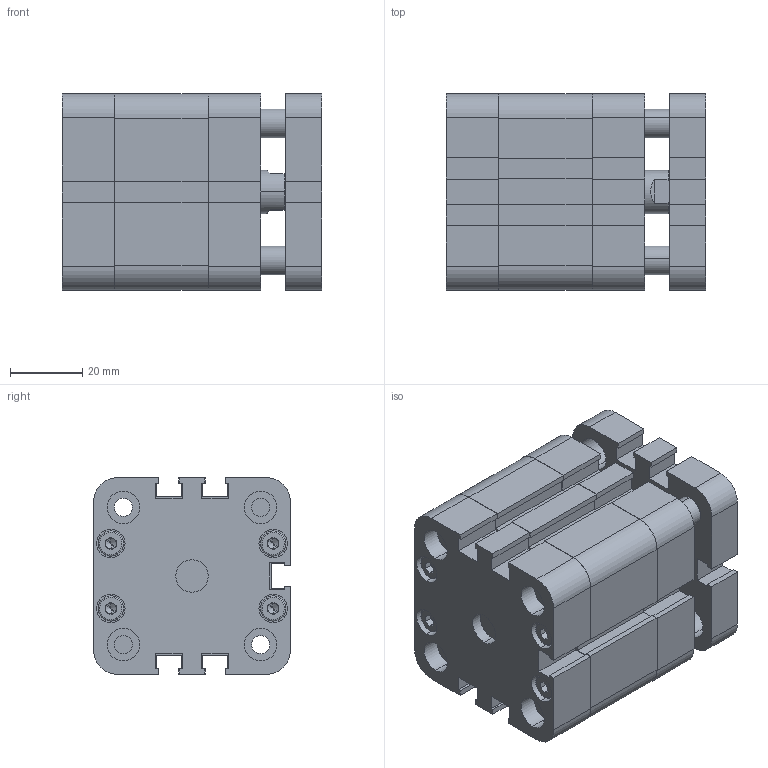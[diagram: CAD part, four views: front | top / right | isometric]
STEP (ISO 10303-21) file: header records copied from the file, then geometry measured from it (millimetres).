
FILE_DESCRIPTION (( 'STEP AP214' ), '1' );
FILE_NAME ('SM_009_040_0010_NP.STEP', '2019-11-12T14:02:43', ( '' ), ( '' ), 'SwSTEP 2.0', 'SolidWorks 2019', '' );
FILE_SCHEMA (( 'AUTOMOTIVE_DESIGN' ));
Length unit declared in the file: millimetre
Products named in the file (25): Kopia SMART - U. t硂czyska^Pokrywa prz骴 blok. obr kpl_ZPO_U. t坥czyska - D040; T硂k kpl^ZPO_T坥k kpl - D040; Pokrywa przód blok. obr kpl^ZPO_Pokrywa prz¢d kpl - zabez. przed obr. D040; Kopia Tuleja prowadzｹca^Pokrywa prz blok. obr kpl_ZPO_Tuleja prowadz･ca - D040; P³ytka prowadnika^ZPO_Smart - Pok prz¢d - D040; Kopia SMART - U. t硂ka lu焠a^T硂k kpl_ZPO_U. t坥ka lu玭a - D040; Kopia Magnes^T³ok kpl_ZPO_Magnes D040; Kopia SMART - U. typ Oring - pokrywa^Pokrywa tyｳ kpl_ZPO_U. typ Oring - D040; Kopia SMART - U. t³oka S^T³ok kpl_ZPO_U. tˆoka S - D040; socket head thin cap screw_din_DIN 7984 - M6 x 20 --- 17N; Kopia T硂k^T硂k kpl_ZPO_T坥k - D040; socket head thin cap screw_din_DIN 7984 - M4 x 16 --- 16N; Kopia Pokrywa ty³_Smart - Pok tyˆ - D040; Kopia SMART - U. typ Oring - pokrywa^Pokrywa przód blok. obr kpl_ZPO_U. typ Oring - D040; Pokrywa ty³ kpl^ZPO_Pok tyˆ - D040; SM_009_040_0010_NP; Kopia SMART - U. t硂ka wklejana^T硂k kpl_ZPO_U. t坥ka wklejana - D040; T³oczysko^ZPO_Tˆoczysko - D040; socket head cap screw_din_DIN 912 M4 x 16 --- 16N; Kopia tulejka pod szpilkê^Pokrywa przód blok. obr kpl_ZPO_D40; Kopia Pierœcieñ prowadz¹cy^T³ok kpl_ZPO_Pier˜cieä prowadz¥cy D040; Pr皻 blok.^ZPO_D040; socket head thin cap screw_din_DIN 7984 - M8 x 20 --- 16.25N; Kopia Pokrywa przód^Pokrywa przód blok. obr kpl_ZPO_Smart - Pok prz¢d - zabez. przed obr. D040; Tuleja^ZPO_Tuleja - D040
Assembly tree (34 placements, depth 3):
  SM_009_040_0010_NP
    Pokrywa przód blok. obr kpl^ZPO_Pokrywa prz¢d kpl - zabez. przed obr. D040
      Kopia Pokrywa przód^Pokrywa przód blok. obr kpl_ZPO_Smart - Pok prz¢d - zabez. przed obr. D040
      Kopia SMART - U. typ Oring - pokrywa^Pokrywa przód blok. obr kpl_ZPO_U. typ Oring - D040
      Kopia Tuleja prowadzｹca^Pokrywa prz blok. obr kpl_ZPO_Tuleja prowadz･ca - D040
      Kopia SMART - U. t硂czyska^Pokrywa prz骴 blok. obr kpl_ZPO_U. t坥czyska - D040
      Kopia tulejka pod szpilkê^Pokrywa przód blok. obr kpl_ZPO_D40  x2
    Tuleja^ZPO_Tuleja - D040
    Pokrywa ty³ kpl^ZPO_Pok tyˆ - D040
      Kopia Pokrywa ty³_Smart - Pok tyˆ - D040
      Kopia SMART - U. typ Oring - pokrywa^Pokrywa tyｳ kpl_ZPO_U. typ Oring - D040
    T硂k kpl^ZPO_T坥k kpl - D040
      Kopia T硂k^T硂k kpl_ZPO_T坥k - D040
      Kopia Magnes^T³ok kpl_ZPO_Magnes D040
      Kopia Pierœcieñ prowadz¹cy^T³ok kpl_ZPO_Pier˜cieä prowadz¥cy D040
      Kopia SMART - U. t硂ka lu焠a^T硂k kpl_ZPO_U. t坥ka lu玭a - D040
      Kopia SMART - U. t硂ka wklejana^T硂k kpl_ZPO_U. t坥ka wklejana - D040
      Kopia SMART - U. t³oka S^T³ok kpl_ZPO_U. tˆoka S - D040
    T³oczysko^ZPO_Tˆoczysko - D040
    socket head cap screw_din_DIN 912 M4 x 16 --- 16N  x8
    socket head thin cap screw_din_DIN 7984 - M6 x 20 --- 17N
    Pr皻 blok.^ZPO_D040  x2
    P³ytka prowadnika^ZPO_Smart - Pok prz¢d - D040
    socket head thin cap screw_din_DIN 7984 - M4 x 16 --- 16N  x2
    socket head thin cap screw_din_DIN 7984 - M8 x 20 --- 16.25N
Bounding box: 72 x 54.5 x 54.5 mm (x, y, z)
Volume: 130341.9 mm3; surface area: 89256.1 mm2
Topology: 32 solids, 32 shells, 1223 faces, 2981 edges, 1899 vertices
Faces by surface type: plane 630, cylinder 356, cone 103, bspline 86, torus 48
Entity records: 35383 total; most frequent: CARTESIAN_POINT 10130, ORIENTED_EDGE 4942, DIRECTION 4930, EDGE_CURVE 2471, AXIS2_PLACEMENT_3D 1710, VERTEX_POINT 1614, VECTOR 1510, LINE 1510
